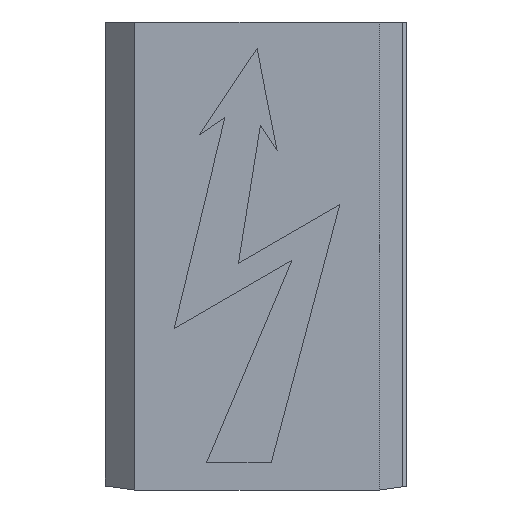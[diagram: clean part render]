
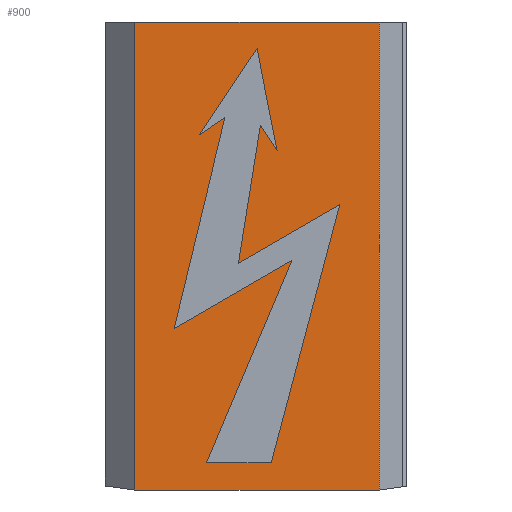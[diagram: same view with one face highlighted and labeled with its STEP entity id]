
A CAD part, top view. The second image highlights one B-rep face of the part: STEP entity #900.
In plain terms, the highlighted planar face has unit normal (0, 0, 1).
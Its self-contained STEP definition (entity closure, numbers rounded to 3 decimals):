
#887=AXIS2_PLACEMENT_3D('Plane Axis2P3D',#884,#885,#886) ;
#503=CARTESIAN_POINT('Vertex',(4.635,0.,12.477)) ;
#506=CARTESIAN_POINT('Line Origine',(2.567,0.,12.477)) ;
#510=CARTESIAN_POINT('Vertex',(0.5,0.,12.477)) ;
#838=CARTESIAN_POINT('Vertex',(0.5,7.92,12.477)) ;
#841=CARTESIAN_POINT('Line Origine',(2.567,7.92,12.477)) ;
#845=CARTESIAN_POINT('Vertex',(4.635,7.92,12.477)) ;
#872=CARTESIAN_POINT('Line Origine',(4.635,3.96,12.477)) ;
#884=CARTESIAN_POINT('Axis2P3D Location',(20.4,7.92,12.477)) ;
#889=CARTESIAN_POINT('Line Origine',(0.5,3.96,12.477)) ;
#507=DIRECTION('Vector Direction',(-1.,0.,0.)) ;
#842=DIRECTION('Vector Direction',(-1.,0.,0.)) ;
#873=DIRECTION('Vector Direction',(0.,-1.,0.)) ;
#885=DIRECTION('Axis2P3D Direction',(0.,0.,-1.)) ;
#886=DIRECTION('Axis2P3D XDirection',(-1.,0.,0.)) ;
#890=DIRECTION('Vector Direction',(0.,-1.,0.)) ;
#508=VECTOR('Line Direction',#507,1.) ;
#843=VECTOR('Line Direction',#842,1.) ;
#874=VECTOR('Line Direction',#873,1.) ;
#891=VECTOR('Line Direction',#890,1.) ;
#895=ORIENTED_EDGE('',*,*,#512,.F.) ;
#896=ORIENTED_EDGE('',*,*,#876,.F.) ;
#897=ORIENTED_EDGE('',*,*,#847,.T.) ;
#898=ORIENTED_EDGE('',*,*,#893,.T.) ;
#900=ADVANCED_FACE('V2',(#899),#888,.F.) ;
#512=EDGE_CURVE('',#504,#511,#509,.T.) ;
#847=EDGE_CURVE('',#846,#839,#844,.T.) ;
#876=EDGE_CURVE('',#846,#504,#875,.T.) ;
#893=EDGE_CURVE('',#839,#511,#892,.T.) ;
#894=EDGE_LOOP('',(#895,#896,#897,#898)) ;
#899=FACE_OUTER_BOUND('',#894,.T.) ;
#509=LINE('Line',#506,#508) ;
#844=LINE('Line',#841,#843) ;
#875=LINE('Line',#872,#874) ;
#892=LINE('Line',#889,#891) ;
#888=PLANE('',#887) ;
#504=VERTEX_POINT('',#503) ;
#511=VERTEX_POINT('',#510) ;
#839=VERTEX_POINT('',#838) ;
#846=VERTEX_POINT('',#845) ;
